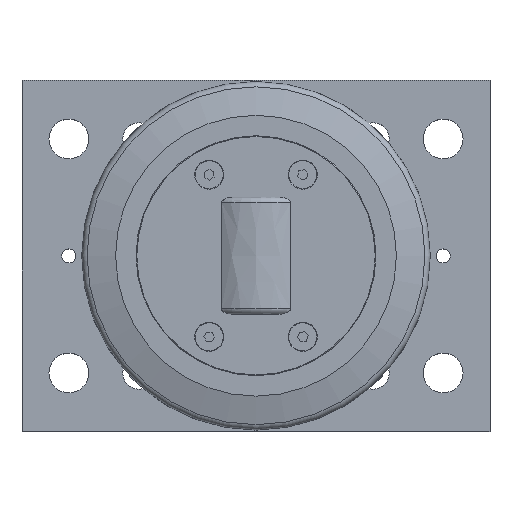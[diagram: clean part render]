
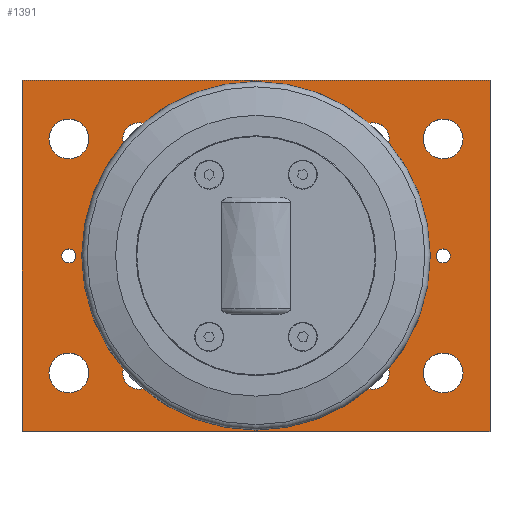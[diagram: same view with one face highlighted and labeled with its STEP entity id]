
A CAD part, top view. The second image highlights one B-rep face of the part: STEP entity #1391.
In plain terms, the highlighted planar face has unit normal (0, 0, 1).
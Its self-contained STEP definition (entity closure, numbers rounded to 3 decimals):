
#58=FACE_BOUND('',#284,.T.);
#59=FACE_BOUND('',#285,.T.);
#60=FACE_BOUND('',#286,.T.);
#61=FACE_BOUND('',#287,.T.);
#62=FACE_BOUND('',#288,.T.);
#63=FACE_BOUND('',#289,.T.);
#64=FACE_BOUND('',#290,.T.);
#65=FACE_BOUND('',#291,.T.);
#66=FACE_BOUND('',#292,.T.);
#67=FACE_BOUND('',#293,.T.);
#68=FACE_BOUND('',#294,.T.);
#123=CIRCLE('',#1523,51.);
#124=CIRCLE('',#1525,6.918);
#125=CIRCLE('',#1526,6.918);
#126=CIRCLE('',#1527,6.918);
#127=CIRCLE('',#1528,6.918);
#128=CIRCLE('',#1529,6.918);
#129=CIRCLE('',#1530,6.918);
#130=CIRCLE('',#1531,6.918);
#131=CIRCLE('',#1532,6.918);
#132=CIRCLE('',#1533,8.5);
#133=CIRCLE('',#1534,8.5);
#134=CIRCLE('',#1535,8.5);
#135=CIRCLE('',#1536,8.5);
#136=CIRCLE('',#1537,3.);
#137=CIRCLE('',#1538,3.);
#202=FACE_OUTER_BOUND('',#283,.T.);
#283=EDGE_LOOP('',(#1081,#1082,#1083,#1084));
#284=EDGE_LOOP('',(#1085,#1086));
#285=EDGE_LOOP('',(#1087,#1088));
#286=EDGE_LOOP('',(#1089,#1090));
#287=EDGE_LOOP('',(#1091,#1092));
#288=EDGE_LOOP('',(#1093));
#289=EDGE_LOOP('',(#1094));
#290=EDGE_LOOP('',(#1095));
#291=EDGE_LOOP('',(#1096));
#292=EDGE_LOOP('',(#1097));
#293=EDGE_LOOP('',(#1098));
#294=EDGE_LOOP('',(#1099));
#412=LINE('',#2269,#523);
#413=LINE('',#2271,#524);
#414=LINE('',#2273,#525);
#415=LINE('',#2274,#526);
#523=VECTOR('',#1817,10.);
#524=VECTOR('',#1818,10.);
#525=VECTOR('',#1819,10.);
#526=VECTOR('',#1820,10.);
#644=VERTEX_POINT('',#2263);
#645=VERTEX_POINT('',#2267);
#646=VERTEX_POINT('',#2268);
#647=VERTEX_POINT('',#2270);
#648=VERTEX_POINT('',#2272);
#649=VERTEX_POINT('',#2275);
#650=VERTEX_POINT('',#2276);
#651=VERTEX_POINT('',#2279);
#652=VERTEX_POINT('',#2280);
#653=VERTEX_POINT('',#2283);
#654=VERTEX_POINT('',#2284);
#655=VERTEX_POINT('',#2287);
#656=VERTEX_POINT('',#2288);
#657=VERTEX_POINT('',#2291);
#658=VERTEX_POINT('',#2293);
#659=VERTEX_POINT('',#2295);
#660=VERTEX_POINT('',#2297);
#661=VERTEX_POINT('',#2299);
#662=VERTEX_POINT('',#2301);
#812=EDGE_CURVE('',#644,#644,#123,.T.);
#813=EDGE_CURVE('',#645,#646,#412,.T.);
#814=EDGE_CURVE('',#647,#645,#413,.T.);
#815=EDGE_CURVE('',#648,#647,#414,.T.);
#816=EDGE_CURVE('',#646,#648,#415,.T.);
#817=EDGE_CURVE('',#649,#650,#124,.T.);
#818=EDGE_CURVE('',#650,#649,#125,.T.);
#819=EDGE_CURVE('',#651,#652,#126,.T.);
#820=EDGE_CURVE('',#652,#651,#127,.T.);
#821=EDGE_CURVE('',#653,#654,#128,.T.);
#822=EDGE_CURVE('',#654,#653,#129,.T.);
#823=EDGE_CURVE('',#655,#656,#130,.T.);
#824=EDGE_CURVE('',#656,#655,#131,.T.);
#825=EDGE_CURVE('',#657,#657,#132,.T.);
#826=EDGE_CURVE('',#658,#658,#133,.T.);
#827=EDGE_CURVE('',#659,#659,#134,.T.);
#828=EDGE_CURVE('',#660,#660,#135,.T.);
#829=EDGE_CURVE('',#661,#661,#136,.T.);
#830=EDGE_CURVE('',#662,#662,#137,.T.);
#1081=ORIENTED_EDGE('',*,*,#813,.F.);
#1082=ORIENTED_EDGE('',*,*,#814,.F.);
#1083=ORIENTED_EDGE('',*,*,#815,.F.);
#1084=ORIENTED_EDGE('',*,*,#816,.F.);
#1085=ORIENTED_EDGE('',*,*,#817,.T.);
#1086=ORIENTED_EDGE('',*,*,#818,.T.);
#1087=ORIENTED_EDGE('',*,*,#819,.T.);
#1088=ORIENTED_EDGE('',*,*,#820,.T.);
#1089=ORIENTED_EDGE('',*,*,#821,.T.);
#1090=ORIENTED_EDGE('',*,*,#822,.T.);
#1091=ORIENTED_EDGE('',*,*,#823,.T.);
#1092=ORIENTED_EDGE('',*,*,#824,.T.);
#1093=ORIENTED_EDGE('',*,*,#825,.T.);
#1094=ORIENTED_EDGE('',*,*,#826,.T.);
#1095=ORIENTED_EDGE('',*,*,#827,.T.);
#1096=ORIENTED_EDGE('',*,*,#828,.T.);
#1097=ORIENTED_EDGE('',*,*,#829,.T.);
#1098=ORIENTED_EDGE('',*,*,#830,.T.);
#1099=ORIENTED_EDGE('',*,*,#812,.T.);
#1337=PLANE('',#1524);
#1391=ADVANCED_FACE('',(#202,#58,#59,#60,#61,#62,#63,#64,#65,#66,#67,#68),
#1337,.T.);
#1523=AXIS2_PLACEMENT_3D('',#2265,#1813,#1814);
#1524=AXIS2_PLACEMENT_3D('',#2266,#1815,#1816);
#1525=AXIS2_PLACEMENT_3D('',#2277,#1821,#1822);
#1526=AXIS2_PLACEMENT_3D('',#2278,#1823,#1824);
#1527=AXIS2_PLACEMENT_3D('',#2281,#1825,#1826);
#1528=AXIS2_PLACEMENT_3D('',#2282,#1827,#1828);
#1529=AXIS2_PLACEMENT_3D('',#2285,#1829,#1830);
#1530=AXIS2_PLACEMENT_3D('',#2286,#1831,#1832);
#1531=AXIS2_PLACEMENT_3D('',#2289,#1833,#1834);
#1532=AXIS2_PLACEMENT_3D('',#2290,#1835,#1836);
#1533=AXIS2_PLACEMENT_3D('',#2292,#1837,#1838);
#1534=AXIS2_PLACEMENT_3D('',#2294,#1839,#1840);
#1535=AXIS2_PLACEMENT_3D('',#2296,#1841,#1842);
#1536=AXIS2_PLACEMENT_3D('',#2298,#1843,#1844);
#1537=AXIS2_PLACEMENT_3D('',#2300,#1845,#1846);
#1538=AXIS2_PLACEMENT_3D('',#2302,#1847,#1848);
#1813=DIRECTION('center_axis',(0.,0.,-1.));
#1814=DIRECTION('ref_axis',(0.,-1.,0.));
#1815=DIRECTION('center_axis',(0.,0.,1.));
#1816=DIRECTION('ref_axis',(1.,0.,0.));
#1817=DIRECTION('',(0.,1.,0.));
#1818=DIRECTION('',(-1.,0.,0.));
#1819=DIRECTION('',(0.,-1.,0.));
#1820=DIRECTION('',(1.,0.,0.));
#1821=DIRECTION('center_axis',(0.,0.,-1.));
#1822=DIRECTION('ref_axis',(1.,0.,0.));
#1823=DIRECTION('center_axis',(0.,0.,-1.));
#1824=DIRECTION('ref_axis',(1.,0.,0.));
#1825=DIRECTION('center_axis',(0.,0.,-1.));
#1826=DIRECTION('ref_axis',(1.,0.,0.));
#1827=DIRECTION('center_axis',(0.,0.,-1.));
#1828=DIRECTION('ref_axis',(1.,0.,0.));
#1829=DIRECTION('center_axis',(0.,0.,-1.));
#1830=DIRECTION('ref_axis',(1.,0.,0.));
#1831=DIRECTION('center_axis',(0.,0.,-1.));
#1832=DIRECTION('ref_axis',(1.,0.,0.));
#1833=DIRECTION('center_axis',(0.,0.,-1.));
#1834=DIRECTION('ref_axis',(1.,0.,0.));
#1835=DIRECTION('center_axis',(0.,0.,-1.));
#1836=DIRECTION('ref_axis',(1.,0.,0.));
#1837=DIRECTION('center_axis',(0.,0.,-1.));
#1838=DIRECTION('ref_axis',(-1.,0.,0.));
#1839=DIRECTION('center_axis',(0.,0.,-1.));
#1840=DIRECTION('ref_axis',(-1.,0.,0.));
#1841=DIRECTION('center_axis',(0.,0.,-1.));
#1842=DIRECTION('ref_axis',(-1.,0.,0.));
#1843=DIRECTION('center_axis',(0.,0.,-1.));
#1844=DIRECTION('ref_axis',(-1.,0.,0.));
#1845=DIRECTION('center_axis',(0.,0.,-1.));
#1846=DIRECTION('ref_axis',(-1.,0.,0.));
#1847=DIRECTION('center_axis',(0.,0.,-1.));
#1848=DIRECTION('ref_axis',(-1.,0.,0.));
#2263=CARTESIAN_POINT('',(100.,126.,20.));
#2265=CARTESIAN_POINT('Origin',(100.,75.,20.));
#2266=CARTESIAN_POINT('Origin',(100.,75.,20.));
#2267=CARTESIAN_POINT('',(0.,0.,20.));
#2268=CARTESIAN_POINT('',(0.,150.,20.));
#2269=CARTESIAN_POINT('',(0.,150.,20.));
#2270=CARTESIAN_POINT('',(200.,0.,20.));
#2271=CARTESIAN_POINT('',(0.,0.,20.));
#2272=CARTESIAN_POINT('',(200.,150.,20.));
#2273=CARTESIAN_POINT('',(200.,0.,20.));
#2274=CARTESIAN_POINT('',(200.,150.,20.));
#2275=CARTESIAN_POINT('',(56.918,25.,20.));
#2276=CARTESIAN_POINT('',(43.083,25.,20.));
#2277=CARTESIAN_POINT('Origin',(50.,25.,20.));
#2278=CARTESIAN_POINT('Origin',(50.,25.,20.));
#2279=CARTESIAN_POINT('',(156.918,25.,20.));
#2280=CARTESIAN_POINT('',(143.083,25.,20.));
#2281=CARTESIAN_POINT('Origin',(150.,25.,20.));
#2282=CARTESIAN_POINT('Origin',(150.,25.,20.));
#2283=CARTESIAN_POINT('',(156.918,125.,20.));
#2284=CARTESIAN_POINT('',(143.083,125.,20.));
#2285=CARTESIAN_POINT('Origin',(150.,125.,20.));
#2286=CARTESIAN_POINT('Origin',(150.,125.,20.));
#2287=CARTESIAN_POINT('',(56.918,125.,20.));
#2288=CARTESIAN_POINT('',(43.083,125.,20.));
#2289=CARTESIAN_POINT('Origin',(50.,125.,20.));
#2290=CARTESIAN_POINT('Origin',(50.,125.,20.));
#2291=CARTESIAN_POINT('',(28.5,25.,20.));
#2292=CARTESIAN_POINT('Origin',(20.,25.,20.));
#2293=CARTESIAN_POINT('',(28.5,125.,20.));
#2294=CARTESIAN_POINT('Origin',(20.,125.,20.));
#2295=CARTESIAN_POINT('',(188.5,25.,20.));
#2296=CARTESIAN_POINT('Origin',(180.,25.,20.));
#2297=CARTESIAN_POINT('',(188.5,125.,20.));
#2298=CARTESIAN_POINT('Origin',(180.,125.,20.));
#2299=CARTESIAN_POINT('',(183.,75.,20.));
#2300=CARTESIAN_POINT('Origin',(180.,75.,20.));
#2301=CARTESIAN_POINT('',(23.,75.,20.));
#2302=CARTESIAN_POINT('Origin',(20.,75.,20.));
